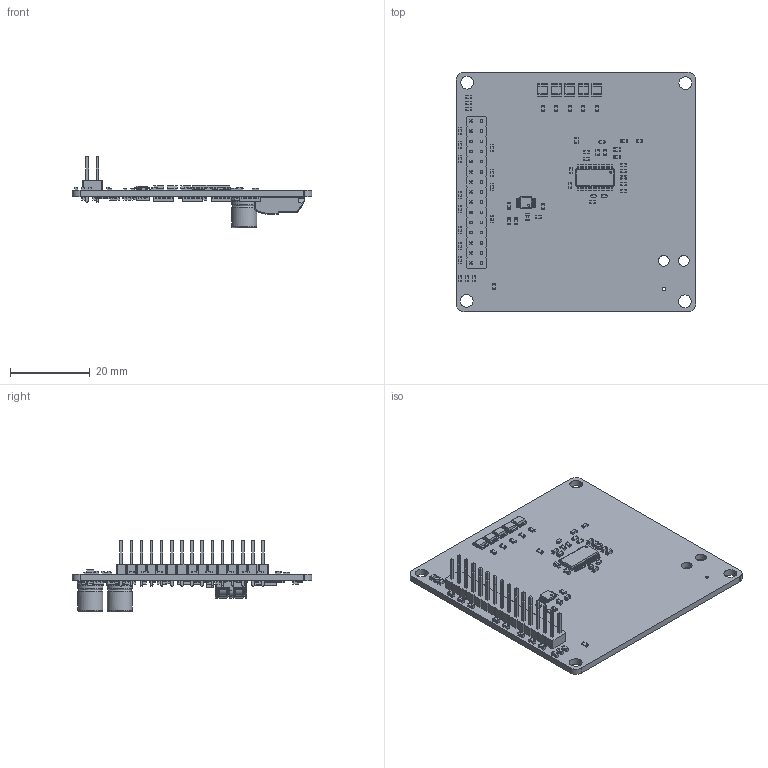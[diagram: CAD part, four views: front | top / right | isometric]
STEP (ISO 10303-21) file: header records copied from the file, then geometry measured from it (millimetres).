
FILE_DESCRIPTION(('KiCad electronic assembly'),'2;1');
FILE_NAME('AlimentationMoteur.step','2025-02-17T20:07:26',('Pcbnew'),( 'Kicad'),'Open CASCADE STEP processor 7.8','KiCad to STEP converter' ,'Unknown');
FILE_SCHEMA(('AUTOMOTIVE_DESIGN { 1 0 10303 214 1 1 1 1 }'));
Length unit declared in the file: millimetre
Products named in the file (26): AlimentationMoteur 1; R_0603_1608Metric; C_0603_1608Metric; LED_1210_3225Metric; D_SOD-523; D_SOD_523; PinHeader_2x15_P2.54mm_Vertical; PinHeader_2x15_P254mm_Vertical; MSOP-10_3x3mm_P0.5mm; MSOP_10_3x3mm_P05mm; HTSSOP-28-1EP_4.4x9.7mm_P0.65mm_EP3.4x9.5mm; HTSSOP_28_1EP_44x97mm_P065mm; TDSON-8-1; TDSON_8_1; 2060-452_998-404; 2060-452/998-404; CP_Elec_6.3x7.7; CP_Elec_63x77; VSON-8_3.3x3.3mm_P0.65mm_NexFET; VSON_8_33x33mm_Pitch065mm_NexFET; C_1206_3216Metric; AlimentationMoteur_PCB
Assembly tree (124 placements, depth 3):
  AlimentationMoteur 1
    R_0603_1608Metric  x35
      R_0603_1608Metric
    C_0603_1608Metric  x55
      C_0603_1608Metric
    LED_1210_3225Metric  x5
      LED_1210_3225Metric
    D_SOD-523  x4
      D_SOD_523
    PinHeader_2x15_P2.54mm_Vertical
      PinHeader_2x15_P254mm_Vertical
    MSOP-10_3x3mm_P0.5mm
      MSOP_10_3x3mm_P05mm
    HTSSOP-28-1EP_4.4x9.7mm_P0.65mm_EP3.4x9.5mm
      HTSSOP_28_1EP_44x97mm_P065mm
    TDSON-8-1  x4
      TDSON_8_1
    2060-452_998-404
      2060-452/998-404
    CP_Elec_6.3x7.7  x2
      CP_Elec_63x77
    VSON-8_3.3x3.3mm_P0.65mm_NexFET
      VSON_8_33x33mm_Pitch065mm_NexFET
    C_1206_3216Metric
      C_1206_3216Metric
    AlimentationMoteur_PCB
Bounding box: 60 x 60 x 17.94 mm (x, y, z)
Volume: 7313.8 mm3; surface area: 11332.1 mm2
Topology: 112 solids, 112 shells, 4862 faces, 12510 edges, 8064 vertices
Faces by surface type: plane 3313, cylinder 1317, bspline 194, torus 28, sphere 6, revolution 4
Full cylindrical faces by diameter (mm): 0.3 x18, 0.5 x6, 0.6 x1, 0.889 x1, 1 x30, 2.25 x2, 2.7 x2, 3.2 x4, 6.3 x4
Entity records: 71766 total; most frequent: CARTESIAN_POINT 10891, ORIENTED_EDGE 9856, DIRECTION 9413, EDGE_CURVE 4928, LINE 4042, VECTOR 4042, VERTEX_POINT 3105, AXIS2_PLACEMENT_3D 2684
